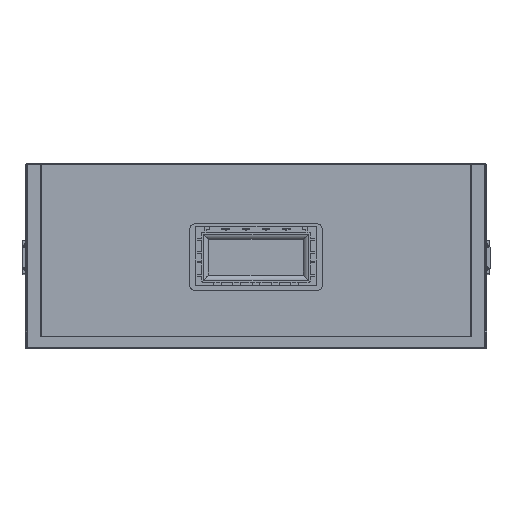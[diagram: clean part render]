
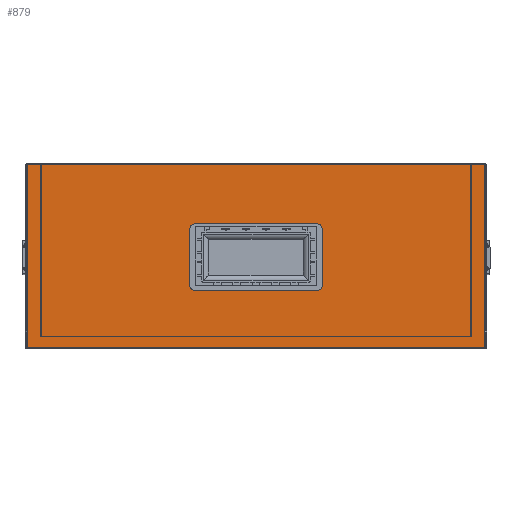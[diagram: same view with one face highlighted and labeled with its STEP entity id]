
A CAD part, top view. The second image highlights one B-rep face of the part: STEP entity #879.
In plain terms, the highlighted free-form (B-spline) face has degree [1, 1] with [2, 2] control points.
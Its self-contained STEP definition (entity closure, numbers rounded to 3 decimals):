
#879 = ADVANCED_FACE('',(#880,#910),#940,.F.);
#880 = FACE_BOUND('',#881,.T.);
#881 = EDGE_LOOP('',(#882,#891,#898,#905));
#882 = ORIENTED_EDGE('',*,*,#883,.F.);
#883 = EDGE_CURVE('',#884,#886,#888,.T.);
#884 = VERTEX_POINT('',#885);
#885 = CARTESIAN_POINT('',(251.886,291.754,
    458.524));
#886 = VERTEX_POINT('',#887);
#887 = CARTESIAN_POINT('',(107.277,291.754,
    458.524));
#888 = B_SPLINE_CURVE_WITH_KNOTS('',1,(#889,#890),.UNSPECIFIED.,.F.,.F.,
  (2,2),(-104.9,-0.),.PIECEWISE_BEZIER_KNOTS.);
#889 = CARTESIAN_POINT('',(251.886,291.754,
    458.524));
#890 = CARTESIAN_POINT('',(107.277,291.754,
    458.524));
#891 = ORIENTED_EDGE('',*,*,#892,.F.);
#892 = EDGE_CURVE('',#893,#884,#895,.T.);
#893 = VERTEX_POINT('',#894);
#894 = CARTESIAN_POINT('',(251.886,221.999,
    458.524));
#895 = B_SPLINE_CURVE_WITH_KNOTS('',1,(#896,#897),.UNSPECIFIED.,.F.,.F.,
  (2,2),(0.,50.6),.PIECEWISE_BEZIER_KNOTS.);
#896 = CARTESIAN_POINT('',(251.886,221.999,
    458.524));
#897 = CARTESIAN_POINT('',(251.886,291.754,
    458.524));
#898 = ORIENTED_EDGE('',*,*,#899,.F.);
#899 = EDGE_CURVE('',#900,#893,#902,.T.);
#900 = VERTEX_POINT('',#901);
#901 = CARTESIAN_POINT('',(107.277,221.999,
    458.524));
#902 = B_SPLINE_CURVE_WITH_KNOTS('',1,(#903,#904),.UNSPECIFIED.,.F.,.F.,
  (2,2),(0.,104.9),.PIECEWISE_BEZIER_KNOTS.);
#903 = CARTESIAN_POINT('',(107.277,221.999,
    458.524));
#904 = CARTESIAN_POINT('',(251.886,221.999,
    458.524));
#905 = ORIENTED_EDGE('',*,*,#906,.F.);
#906 = EDGE_CURVE('',#886,#900,#907,.T.);
#907 = B_SPLINE_CURVE_WITH_KNOTS('',1,(#908,#909),.UNSPECIFIED.,.F.,.F.,
  (2,2),(-50.6,-0.),.PIECEWISE_BEZIER_KNOTS.);
#908 = CARTESIAN_POINT('',(107.277,291.754,
    458.524));
#909 = CARTESIAN_POINT('',(107.277,221.999,
    458.524));
#910 = FACE_BOUND('',#911,.T.);
#911 = EDGE_LOOP('',(#912,#921,#928,#935));
#912 = ORIENTED_EDGE('',*,*,#913,.T.);
#913 = EDGE_CURVE('',#914,#916,#918,.T.);
#914 = VERTEX_POINT('',#915);
#915 = CARTESIAN_POINT('',(-94.059,365.781,
    458.524));
#916 = VERTEX_POINT('',#917);
#917 = CARTESIAN_POINT('',(-94.059,147.972,
    458.524));
#918 = B_SPLINE_CURVE_WITH_KNOTS('',1,(#919,#920),.UNSPECIFIED.,.F.,.F.,
  (2,2),(0.,158.),.PIECEWISE_BEZIER_KNOTS.);
#919 = CARTESIAN_POINT('',(-94.059,365.781,
    458.524));
#920 = CARTESIAN_POINT('',(-94.059,147.972,
    458.524));
#921 = ORIENTED_EDGE('',*,*,#922,.T.);
#922 = EDGE_CURVE('',#916,#923,#925,.T.);
#923 = VERTEX_POINT('',#924);
#924 = CARTESIAN_POINT('',(453.221,147.972,
    458.524));
#925 = B_SPLINE_CURVE_WITH_KNOTS('',1,(#926,#927),.UNSPECIFIED.,.F.,.F.,
  (2,2),(1.,398.),.PIECEWISE_BEZIER_KNOTS.);
#926 = CARTESIAN_POINT('',(-94.059,147.972,
    458.524));
#927 = CARTESIAN_POINT('',(453.221,147.972,
    458.524));
#928 = ORIENTED_EDGE('',*,*,#929,.T.);
#929 = EDGE_CURVE('',#923,#930,#932,.T.);
#930 = VERTEX_POINT('',#931);
#931 = CARTESIAN_POINT('',(453.221,365.781,
    458.524));
#932 = B_SPLINE_CURVE_WITH_KNOTS('',1,(#933,#934),.UNSPECIFIED.,.F.,.F.,
  (2,2),(0.,158.),.PIECEWISE_BEZIER_KNOTS.);
#933 = CARTESIAN_POINT('',(453.221,147.972,
    458.524));
#934 = CARTESIAN_POINT('',(453.221,365.781,
    458.524));
#935 = ORIENTED_EDGE('',*,*,#936,.T.);
#936 = EDGE_CURVE('',#930,#914,#937,.T.);
#937 = B_SPLINE_CURVE_WITH_KNOTS('',1,(#938,#939),.UNSPECIFIED.,.F.,.F.,
  (2,2),(-398.,-1.),.PIECEWISE_BEZIER_KNOTS.);
#938 = CARTESIAN_POINT('',(453.221,365.781,
    458.524));
#939 = CARTESIAN_POINT('',(-94.059,365.781,
    458.524));
#940 = B_SPLINE_SURFACE_WITH_KNOTS('',1,1,(
    (#941,#942)
    ,(#943,#944
    )),.UNSPECIFIED.,.F.,.F.,.F.,(2,2),(2,2),(-198.5,198.5),(-79.,79.),
  .PIECEWISE_BEZIER_KNOTS.);
#941 = CARTESIAN_POINT('',(453.221,147.972,
    458.524));
#942 = CARTESIAN_POINT('',(453.221,365.781,
    458.524));
#943 = CARTESIAN_POINT('',(-94.059,147.972,
    458.524));
#944 = CARTESIAN_POINT('',(-94.059,365.781,
    458.524));
